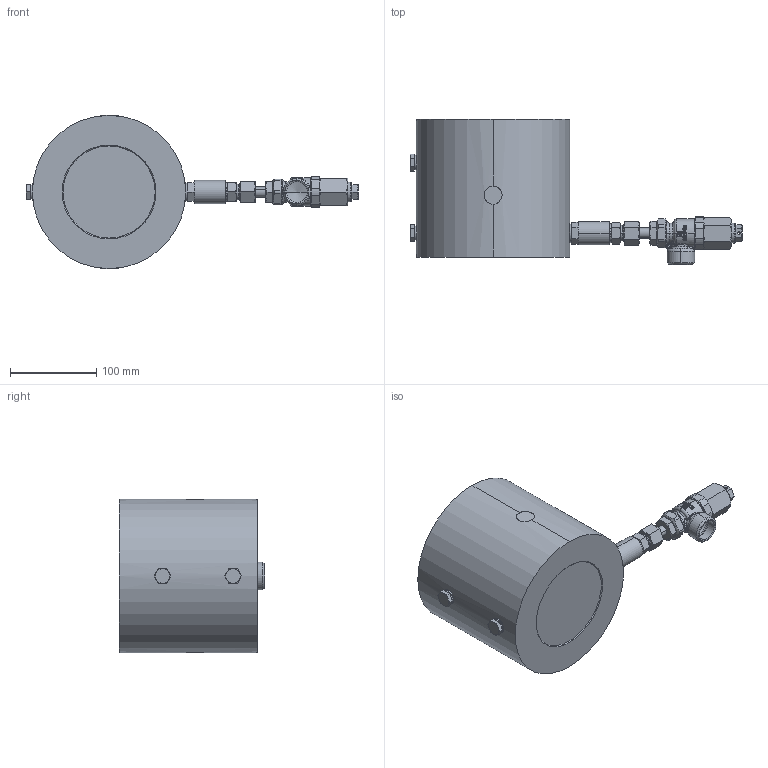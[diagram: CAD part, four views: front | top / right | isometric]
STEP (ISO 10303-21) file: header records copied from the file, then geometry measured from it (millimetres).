
FILE_DESCRIPTION (( 'STEP AP214' ), '1' );
FILE_NAME ('HON790-DN100-class300(10008925).STEP', '2018-12-21T06:11:08', ( '' ), ( '' ), 'SwSTEP 2.0', 'SolidWorks 2017', '' );
FILE_SCHEMA (( 'AUTOMOTIVE_DESIGN' ));
Length unit declared in the file: millimetre
Products named in the file (1): HON790-DN100-class300(10008925)
Bounding box: 385.68 x 168.5 x 178 mm (x, y, z)
Volume: 3781729.5 mm3; surface area: 232003.2 mm2
Topology: 12 solids, 12 shells, 685 faces, 1619 edges, 987 vertices
Faces by surface type: bspline 223, plane 189, cylinder 126, cone 104, torus 39, sphere 4
Entity records: 51285 total; most frequent: CARTESIAN_POINT 37032, ORIENTED_EDGE 3214, DIRECTION 2424, EDGE_CURVE 1607, VERTEX_POINT 987, AXIS2_PLACEMENT_3D 957, EDGE_LOOP 730, ADVANCED_FACE 685
